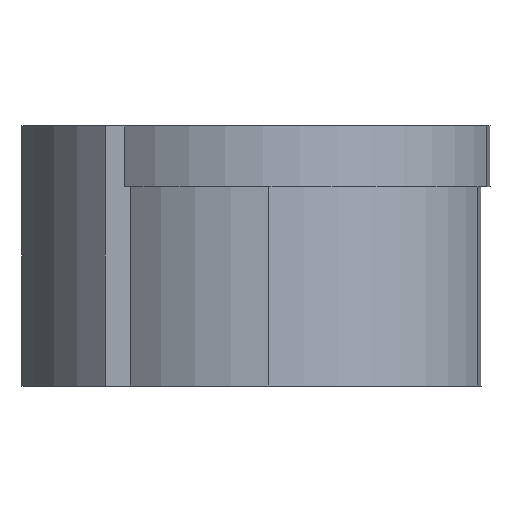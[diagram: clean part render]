
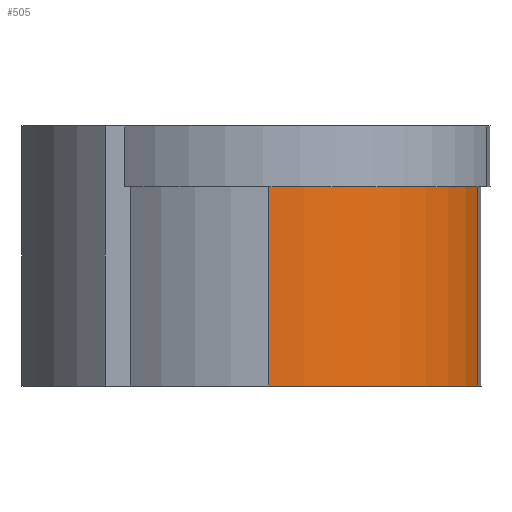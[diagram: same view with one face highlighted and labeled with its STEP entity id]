
A CAD part, left-side view. The second image highlights one B-rep face of the part: STEP entity #505.
In plain terms, the highlighted cylindrical face has radius 25 mm (diameter 50 mm), a partial arc.
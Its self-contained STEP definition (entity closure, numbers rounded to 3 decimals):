
#54 = DIRECTION ( 'NONE',  ( 1., 0., 0. ) ) ;
#75 = VERTEX_POINT ( 'NONE', #332 ) ;
#96 = DIRECTION ( 'NONE',  ( 1., 0., 0. ) ) ;
#105 = CYLINDRICAL_SURFACE ( 'NONE', #325, 25. ) ;
#133 = ORIENTED_EDGE ( 'NONE', *, *, #1048, .T. ) ;
#179 = AXIS2_PLACEMENT_3D ( 'NONE', #1301, #303, #54 ) ;
#191 = CARTESIAN_POINT ( 'NONE',  ( -6.291, -46.072, 30. ) ) ;
#198 = DIRECTION ( 'NONE',  ( 0., 0., -1. ) ) ;
#202 = DIRECTION ( 'NONE',  ( 0., 0., -1. ) ) ;
#241 = AXIS2_PLACEMENT_3D ( 'NONE', #439, #822, #96 ) ;
#303 = DIRECTION ( 'NONE',  ( 0., 0., 1. ) ) ;
#317 = CARTESIAN_POINT ( 'NONE',  ( -12.92, -70.178, 30. ) ) ;
#325 = AXIS2_PLACEMENT_3D ( 'NONE', #191, #1527, #925 ) ;
#332 = CARTESIAN_POINT ( 'NONE',  ( -12.92, -70.178, 0. ) ) ;
#417 = CARTESIAN_POINT ( 'NONE',  ( -31.291, -46.072, 0. ) ) ;
#439 = CARTESIAN_POINT ( 'NONE',  ( -6.291, -46.072, 23. ) ) ;
#501 = LINE ( 'NONE', #317, #655 ) ;
#505 = ADVANCED_FACE ( 'NONE', ( #1037 ), #105, .T. ) ;
#517 = VERTEX_POINT ( 'NONE', #417 ) ;
#648 = ORIENTED_EDGE ( 'NONE', *, *, #670, .T. ) ;
#655 = VECTOR ( 'NONE', #202, 1000. ) ;
#670 = EDGE_CURVE ( 'NONE', #924, #1091, #1300, .T. ) ;
#793 = VECTOR ( 'NONE', #198, 1000. ) ;
#822 = DIRECTION ( 'NONE',  ( 0., 0., -1. ) ) ;
#924 = VERTEX_POINT ( 'NONE', #1479 ) ;
#925 = DIRECTION ( 'NONE',  ( -1., 0., 0. ) ) ;
#1037 = FACE_OUTER_BOUND ( 'NONE', #1396, .T. ) ;
#1048 = EDGE_CURVE ( 'NONE', #1091, #517, #1135, .T. ) ;
#1088 = ORIENTED_EDGE ( 'NONE', *, *, #1111, .T. ) ;
#1091 = VERTEX_POINT ( 'NONE', #1176 ) ;
#1111 = EDGE_CURVE ( 'NONE', #517, #75, #1561, .T. ) ;
#1135 = LINE ( 'NONE', #1276, #793 ) ;
#1176 = CARTESIAN_POINT ( 'NONE',  ( -31.291, -46.072, 23. ) ) ;
#1276 = CARTESIAN_POINT ( 'NONE',  ( -31.291, -46.072, 30. ) ) ;
#1292 = ORIENTED_EDGE ( 'NONE', *, *, #1497, .F. ) ;
#1300 = CIRCLE ( 'NONE', #241, 25. ) ;
#1301 = CARTESIAN_POINT ( 'NONE',  ( -6.291, -46.072, 0. ) ) ;
#1396 = EDGE_LOOP ( 'NONE', ( #648, #133, #1088, #1292 ) ) ;
#1479 = CARTESIAN_POINT ( 'NONE',  ( -12.92, -70.178, 23. ) ) ;
#1497 = EDGE_CURVE ( 'NONE', #924, #75, #501, .T. ) ;
#1527 = DIRECTION ( 'NONE',  ( 0., 0., -1. ) ) ;
#1561 = CIRCLE ( 'NONE', #179, 25. ) ;
